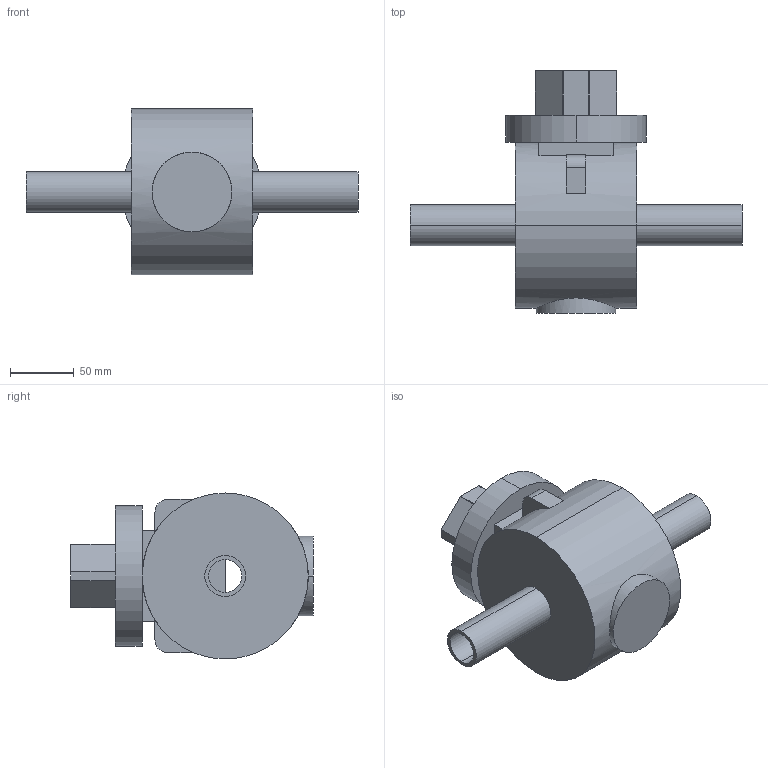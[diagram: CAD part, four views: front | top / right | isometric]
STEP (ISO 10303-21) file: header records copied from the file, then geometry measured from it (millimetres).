
FILE_DESCRIPTION (( 'STEP AP203' ), '1' );
FILE_NAME ('Ball Valve SDR11_135 117 9310 0032.step', '2022-06-27T11:04:42', ( '' ), ( '' ), 'SwSTEP 2.0', 'SolidWorks 2021', '' );
FILE_SCHEMA (( 'CONFIG_CONTROL_DESIGN' ));
Length unit declared in the file: millimetre
Products named in the file (1): Ball Valve SDR11_135 117 9310 0032
Bounding box: 260 x 190.01 x 130 mm (x, y, z)
Volume: 1558042.4 mm3; surface area: 142886.3 mm2
Topology: 2 solids, 2 shells, 60 faces, 146 edges, 96 vertices
Faces by surface type: plane 37, cylinder 23
Entity records: 1982 total; most frequent: CARTESIAN_POINT 442, DIRECTION 316, ORIENTED_EDGE 292, EDGE_CURVE 146, AXIS2_PLACEMENT_3D 111, VERTEX_POINT 96, LINE 94, VECTOR 94
